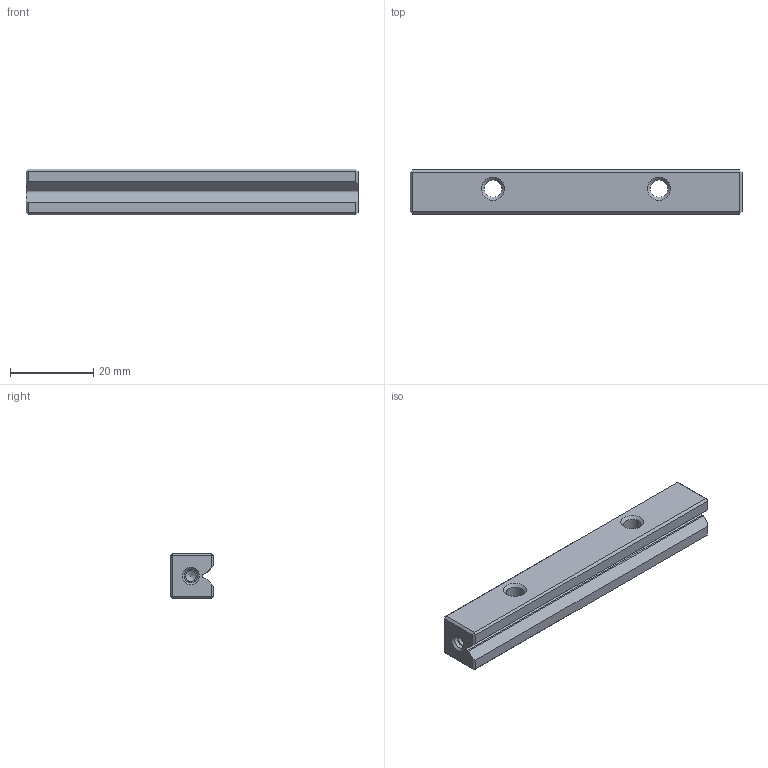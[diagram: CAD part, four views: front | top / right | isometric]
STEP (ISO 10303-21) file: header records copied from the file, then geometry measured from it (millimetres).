
FILE_DESCRIPTION(/* description */ (''),/* implementation_level */ '2;1');
FILE_NAME(/* name */ 'Rail RSDE-4080.stp',/* time_stamp */ '2024-11-12T08:00:38+01:00',/* author */ (''),/* organization */ (''),/* preprocessor_version */ 'ST-DEVELOPER v16.7',/* originating_system */ 'SIEMENS PLM Software NX 12.0',/* authorisation */ '');
FILE_SCHEMA (('AUTOMOTIVE_DESIGN { 1 0 10303 214 3 1 1 1 }'));
Length unit declared in the file: millimetre
Products named in the file (1): Rail RSDE-4080_step_stp
Bounding box: 80 x 10.6 x 11 mm (x, y, z)
Volume: 8079 mm3; surface area: 4292.9 mm2
Topology: 1 solids, 1 shells, 343 faces, 883 edges, 579 vertices
Faces by surface type: plane 236, bspline 90, cylinder 9, cone 8
Full cylindrical faces by diameter (mm): 2.6 x2, 3.2 x2, 4.2 x2, 7.5 x2
Entity records: 12692 total; most frequent: CARTESIAN_POINT 3024, ORIENTED_EDGE 1724, DIRECTION 1214, EDGE_CURVE 862, LINE 658, VECTOR 658, VERTEX_POINT 576, EDGE_LOOP 400
